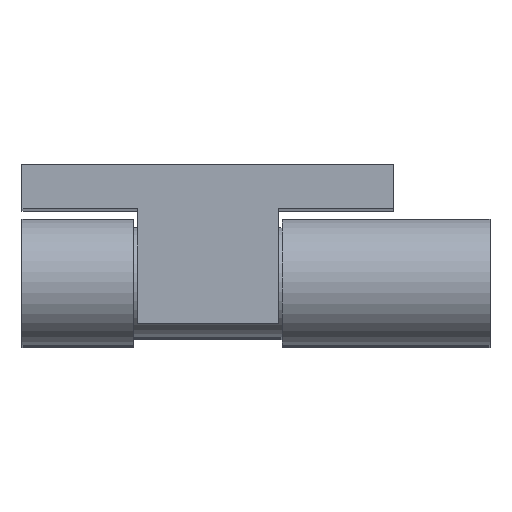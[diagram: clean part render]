
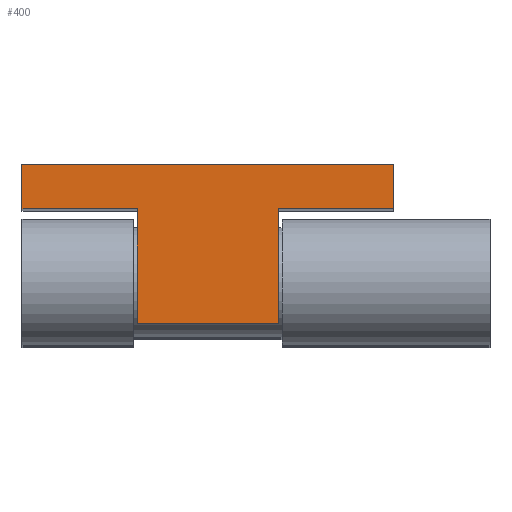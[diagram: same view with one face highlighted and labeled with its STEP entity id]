
A CAD part, top view. The second image highlights one B-rep face of the part: STEP entity #400.
In plain terms, the highlighted planar face has unit normal (0, 0, 1).
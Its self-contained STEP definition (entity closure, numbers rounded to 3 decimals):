
#400=ADVANCED_FACE('',(#1005),#1006,.T.);
#1005=FACE_OUTER_BOUND('',#1854,.T.);
#1006=PLANE('',#1855);
#1854=EDGE_LOOP('',(#3003,#3004,#3005,#3006,#3007,#3008,#3009,#3010));
#1855=AXIS2_PLACEMENT_3D('',#3011,#3012,#3013);
#3003=ORIENTED_EDGE('',*,*,#4940,.F.);
#3004=ORIENTED_EDGE('',*,*,#4960,.F.);
#3005=ORIENTED_EDGE('',*,*,#4956,.F.);
#3006=ORIENTED_EDGE('',*,*,#4952,.F.);
#3007=ORIENTED_EDGE('',*,*,#4839,.F.);
#3008=ORIENTED_EDGE('',*,*,#4869,.F.);
#3009=ORIENTED_EDGE('',*,*,#4950,.F.);
#3010=ORIENTED_EDGE('',*,*,#4945,.F.);
#3011=CARTESIAN_POINT('',(0.,0.854,8.89));
#3012=DIRECTION('',(0.0,0.0,1.0));
#3013=DIRECTION('',(1.0,0.0,0.0));
#4839=EDGE_CURVE('',#5746,#5748,#5749,.T.);
#4869=EDGE_CURVE('',#5798,#5746,#5800,.T.);
#4940=EDGE_CURVE('',#5890,#5891,#5892,.T.);
#4945=EDGE_CURVE('',#5891,#5899,#5900,.T.);
#4950=EDGE_CURVE('',#5899,#5798,#5906,.T.);
#4952=EDGE_CURVE('',#5748,#5908,#5909,.T.);
#4956=EDGE_CURVE('',#5908,#5914,#5915,.T.);
#4960=EDGE_CURVE('',#5914,#5890,#5920,.T.);
#5746=VERTEX_POINT('',#7000);
#5748=VERTEX_POINT('',#7003);
#5749=LINE('',#7004,#7005);
#5798=VERTEX_POINT('',#7075);
#5800=LINE('',#7078,#7079);
#5890=VERTEX_POINT('',#7207);
#5891=VERTEX_POINT('',#7208);
#5892=LINE('',#7209,#7210);
#5899=VERTEX_POINT('',#7220);
#5900=LINE('',#7221,#7222);
#5906=LINE('',#7231,#7232);
#5908=VERTEX_POINT('',#7234);
#5909=LINE('',#7235,#7236);
#5914=VERTEX_POINT('',#7243);
#5915=LINE('',#7244,#7245);
#5920=LINE('',#7252,#7253);
#7000=CARTESIAN_POINT('',(-0.95,-0.55,8.89));
#7003=CARTESIAN_POINT('',(-0.95,0.99,8.89));
#7004=CARTESIAN_POINT('',(-0.95,-0.55,8.89));
#7005=VECTOR('',#8455,1.0);
#7075=CARTESIAN_POINT('',(0.95,-0.55,8.89));
#7078=CARTESIAN_POINT('',(0.95,-0.55,8.89));
#7079=VECTOR('',#8496,1.0);
#7207=CARTESIAN_POINT('',(2.5,1.59,8.89));
#7208=CARTESIAN_POINT('',(2.5,0.99,8.89));
#7209=CARTESIAN_POINT('',(2.5,1.59,8.89));
#7210=VECTOR('',#8553,1.0);
#7220=CARTESIAN_POINT('',(0.95,0.99,8.89));
#7221=CARTESIAN_POINT('',(2.5,0.99,8.89));
#7222=VECTOR('',#8557,1.0);
#7231=CARTESIAN_POINT('',(0.95,0.99,8.89));
#7232=VECTOR('',#8561,1.0);
#7234=CARTESIAN_POINT('',(-2.5,0.99,8.89));
#7235=CARTESIAN_POINT('',(-0.95,0.99,8.89));
#7236=VECTOR('',#8562,1.0);
#7243=CARTESIAN_POINT('',(-2.5,1.59,8.89));
#7244=CARTESIAN_POINT('',(-2.5,0.99,8.89));
#7245=VECTOR('',#8565,1.0);
#7252=CARTESIAN_POINT('',(-2.5,1.59,8.89));
#7253=VECTOR('',#8568,1.0);
#8455=DIRECTION('',(0.,1.0,0.0));
#8496=DIRECTION('',(-1.0,0.0,0.0));
#8553=DIRECTION('',(0.0,-1.0,0.0));
#8557=DIRECTION('',(-1.0,0.0,0.0));
#8561=DIRECTION('',(0.,-1.0,0.0));
#8562=DIRECTION('',(-1.0,0.0,0.0));
#8565=DIRECTION('',(0.0,1.0,0.0));
#8568=DIRECTION('',(1.0,0.0,0.0));
